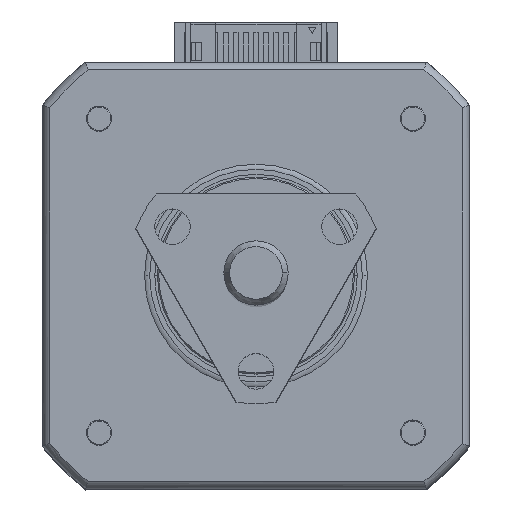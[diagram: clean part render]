
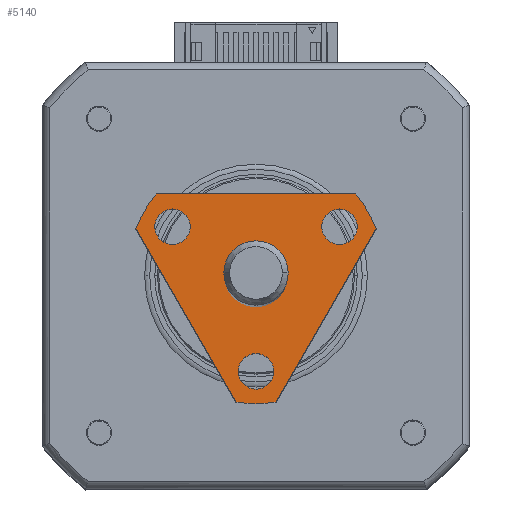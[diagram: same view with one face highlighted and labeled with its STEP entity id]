
A CAD part, top view. The second image highlights one B-rep face of the part: STEP entity #5140.
In plain terms, the highlighted planar face has unit normal (0, 0, 1).
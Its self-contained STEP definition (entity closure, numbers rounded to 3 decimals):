
#459 = VERTEX_POINT ( 'NONE', #16453 ) ;
#1074 = CARTESIAN_POINT ( 'NONE',  ( -3.012, 8.249, 34. ) ) ;
#1142 = EDGE_LOOP ( 'NONE', ( #19771, #24367 ) ) ;
#1164 = ORIENTED_EDGE ( 'NONE', *, *, #11448, .F. ) ;
#1262 = CARTESIAN_POINT ( 'NONE',  ( -4.762, 8.249, 34. ) ) ;
#2107 = AXIS2_PLACEMENT_3D ( 'NONE', #25266, #28279, #11614 ) ;
#2237 = DIRECTION ( 'NONE',  ( 0., 0., 1. ) ) ;
#2454 = CARTESIAN_POINT ( 'NONE',  ( 3., 0., 34. ) ) ;
#2662 = VERTEX_POINT ( 'NONE', #6238 ) ;
#2688 = CARTESIAN_POINT ( 'NONE',  ( 9.525, 0., 34. ) ) ;
#2915 = VERTEX_POINT ( 'NONE', #15124 ) ;
#2947 = VECTOR ( 'NONE', #33460, 1000. ) ;
#3264 = EDGE_CURVE ( 'NONE', #2915, #7802, #24136, .T. ) ;
#3682 = ORIENTED_EDGE ( 'NONE', *, *, #19328, .F. ) ;
#3795 = CIRCLE ( 'NONE', #11612, 12.7 ) ;
#4242 = LINE ( 'NONE', #18660, #12800 ) ;
#4279 = DIRECTION ( 'NONE',  ( 0., 0., 1. ) ) ;
#5140 = ADVANCED_FACE ( 'NONE', ( #11071, #18906, #20193, #12837, #25740 ), #31747, .F. ) ;
#5211 = VECTOR ( 'NONE', #15976, 1000. ) ;
#5227 = CARTESIAN_POINT ( 'NONE',  ( 9.525, 0., 34. ) ) ;
#5434 = DIRECTION ( 'NONE',  ( 0., 0., 1. ) ) ;
#5630 = AXIS2_PLACEMENT_3D ( 'NONE', #20518, #26169, #20992 ) ;
#6237 = CARTESIAN_POINT ( 'NONE',  ( 0., 0., 34. ) ) ;
#6238 = CARTESIAN_POINT ( 'NONE',  ( 12.7, 0., 34. ) ) ;
#6550 = CARTESIAN_POINT ( 'NONE',  ( -3.012, -8.249, 34. ) ) ;
#6714 = CARTESIAN_POINT ( 'NONE',  ( -4.762, -8.249, 34. ) ) ;
#6838 = DIRECTION ( 'NONE',  ( -1., 0., 0. ) ) ;
#6972 = DIRECTION ( 'NONE',  ( -1., 0., 0. ) ) ;
#7316 = VERTEX_POINT ( 'NONE', #8378 ) ;
#7509 = CARTESIAN_POINT ( 'NONE',  ( 12.542, -1.996, 34. ) ) ;
#7802 = VERTEX_POINT ( 'NONE', #25112 ) ;
#7875 = VERTEX_POINT ( 'NONE', #16682 ) ;
#7977 = CARTESIAN_POINT ( 'NONE',  ( -4.542, 11.86, 34. ) ) ;
#8378 = CARTESIAN_POINT ( 'NONE',  ( -6.512, 8.249, 34. ) ) ;
#8576 = DIRECTION ( 'NONE',  ( 0., 0., -1. ) ) ;
#8604 = ORIENTED_EDGE ( 'NONE', *, *, #22690, .F. ) ;
#8981 = DIRECTION ( 'NONE',  ( 0., 0., -1. ) ) ;
#9432 = ORIENTED_EDGE ( 'NONE', *, *, #15127, .F. ) ;
#9442 = VERTEX_POINT ( 'NONE', #6550 ) ;
#9971 = CARTESIAN_POINT ( 'NONE',  ( -8., 9.864, 34. ) ) ;
#10033 = EDGE_LOOP ( 'NONE', ( #17600, #16002, #15712, #24737, #21553, #28087, #3682 ) ) ;
#10542 = VERTEX_POINT ( 'NONE', #17927 ) ;
#10682 = EDGE_CURVE ( 'NONE', #7875, #27899, #4242, .T. ) ;
#11068 = CARTESIAN_POINT ( 'NONE',  ( 12.542, 1.996, 34. ) ) ;
#11071 = FACE_BOUND ( 'NONE', #24988, .T. ) ;
#11229 = VERTEX_POINT ( 'NONE', #14467 ) ;
#11448 = EDGE_CURVE ( 'NONE', #13099, #7316, #18349, .T. ) ;
#11452 = CIRCLE ( 'NONE', #15067, 12.7 ) ;
#11612 = AXIS2_PLACEMENT_3D ( 'NONE', #25103, #8576, #19463 ) ;
#11614 = DIRECTION ( 'NONE',  ( 1., 0., 0. ) ) ;
#11826 = EDGE_CURVE ( 'NONE', #2662, #23381, #22614, .T. ) ;
#12084 = CIRCLE ( 'NONE', #25518, 1.75 ) ;
#12651 = CARTESIAN_POINT ( 'NONE',  ( 0., 0., 34. ) ) ;
#12800 = VECTOR ( 'NONE', #32285, 1000. ) ;
#12837 = FACE_BOUND ( 'NONE', #31669, .T. ) ;
#13099 = VERTEX_POINT ( 'NONE', #1074 ) ;
#14268 = AXIS2_PLACEMENT_3D ( 'NONE', #20505, #15197, #6972 ) ;
#14271 = EDGE_CURVE ( 'NONE', #7802, #2915, #28545, .T. ) ;
#14279 = VERTEX_POINT ( 'NONE', #2454 ) ;
#14467 = CARTESIAN_POINT ( 'NONE',  ( -4.542, -11.86, 34. ) ) ;
#14873 = DIRECTION ( 'NONE',  ( -1., 0., 0. ) ) ;
#15067 = AXIS2_PLACEMENT_3D ( 'NONE', #12651, #18363, #15690 ) ;
#15124 = CARTESIAN_POINT ( 'NONE',  ( 11.275, 0., 34. ) ) ;
#15127 = EDGE_CURVE ( 'NONE', #10542, #14279, #22479, .T. ) ;
#15197 = DIRECTION ( 'NONE',  ( 0., 0., 1. ) ) ;
#15224 = AXIS2_PLACEMENT_3D ( 'NONE', #6237, #8981, #25064 ) ;
#15388 = EDGE_CURVE ( 'NONE', #23381, #11229, #25062, .T. ) ;
#15614 = CARTESIAN_POINT ( 'NONE',  ( 0., 0., 34. ) ) ;
#15690 = DIRECTION ( 'NONE',  ( 1., 0., 0. ) ) ;
#15712 = ORIENTED_EDGE ( 'NONE', *, *, #10682, .F. ) ;
#15976 = DIRECTION ( 'NONE',  ( -0.866, -0.5, 0. ) ) ;
#16002 = ORIENTED_EDGE ( 'NONE', *, *, #31270, .F. ) ;
#16148 = CIRCLE ( 'NONE', #35790, 1.75 ) ;
#16453 = CARTESIAN_POINT ( 'NONE',  ( -6.512, -8.249, 34. ) ) ;
#16682 = CARTESIAN_POINT ( 'NONE',  ( -8., -9.864, 34. ) ) ;
#17600 = ORIENTED_EDGE ( 'NONE', *, *, #30060, .F. ) ;
#17927 = CARTESIAN_POINT ( 'NONE',  ( -3., 0., 34. ) ) ;
#17999 = LINE ( 'NONE', #27779, #2947 ) ;
#18349 = CIRCLE ( 'NONE', #14268, 1.75 ) ;
#18363 = DIRECTION ( 'NONE',  ( 0., 0., -1. ) ) ;
#18364 = AXIS2_PLACEMENT_3D ( 'NONE', #6714, #23122, #6838 ) ;
#18400 = DIRECTION ( 'NONE',  ( -1., 0., 0. ) ) ;
#18522 = CARTESIAN_POINT ( 'NONE',  ( -4.762, -8.249, 34. ) ) ;
#18660 = CARTESIAN_POINT ( 'NONE',  ( -8., 0., 34. ) ) ;
#18906 = FACE_BOUND ( 'NONE', #1142, .T. ) ;
#19211 = AXIS2_PLACEMENT_3D ( 'NONE', #2688, #5434, #27519 ) ;
#19328 = EDGE_CURVE ( 'NONE', #24250, #2662, #3795, .T. ) ;
#19463 = DIRECTION ( 'NONE',  ( 1., 0., 0. ) ) ;
#19771 = ORIENTED_EDGE ( 'NONE', *, *, #33963, .F. ) ;
#20193 = FACE_BOUND ( 'NONE', #26468, .T. ) ;
#20505 = CARTESIAN_POINT ( 'NONE',  ( -4.762, 8.249, 34. ) ) ;
#20518 = CARTESIAN_POINT ( 'NONE',  ( 0., 0., 34. ) ) ;
#20992 = DIRECTION ( 'NONE',  ( -1., 0., 0. ) ) ;
#21338 = EDGE_CURVE ( 'NONE', #9442, #459, #12084, .T. ) ;
#21553 = ORIENTED_EDGE ( 'NONE', *, *, #15388, .F. ) ;
#22348 = ORIENTED_EDGE ( 'NONE', *, *, #14271, .F. ) ;
#22479 = CIRCLE ( 'NONE', #26851, 3. ) ;
#22614 = CIRCLE ( 'NONE', #15224, 12.7 ) ;
#22690 = EDGE_CURVE ( 'NONE', #7316, #13099, #16148, .T. ) ;
#23122 = DIRECTION ( 'NONE',  ( 0., 0., 1. ) ) ;
#23381 = VERTEX_POINT ( 'NONE', #24446 ) ;
#23749 = CIRCLE ( 'NONE', #2107, 3. ) ;
#23932 = DIRECTION ( 'NONE',  ( 1., 0., 0. ) ) ;
#24136 = CIRCLE ( 'NONE', #24535, 1.75 ) ;
#24250 = VERTEX_POINT ( 'NONE', #11068 ) ;
#24367 = ORIENTED_EDGE ( 'NONE', *, *, #21338, .F. ) ;
#24446 = CARTESIAN_POINT ( 'NONE',  ( 12.542, -1.996, 34. ) ) ;
#24535 = AXIS2_PLACEMENT_3D ( 'NONE', #5227, #2237, #29718 ) ;
#24737 = ORIENTED_EDGE ( 'NONE', *, *, #33955, .F. ) ;
#24988 = EDGE_LOOP ( 'NONE', ( #26172, #9432 ) ) ;
#25062 = LINE ( 'NONE', #7509, #5211 ) ;
#25064 = DIRECTION ( 'NONE',  ( 1., 0., 0. ) ) ;
#25103 = CARTESIAN_POINT ( 'NONE',  ( 0., 0., 34. ) ) ;
#25112 = CARTESIAN_POINT ( 'NONE',  ( 7.775, 0., 34. ) ) ;
#25261 = CIRCLE ( 'NONE', #18364, 1.75 ) ;
#25266 = CARTESIAN_POINT ( 'NONE',  ( 0., 0., 34. ) ) ;
#25518 = AXIS2_PLACEMENT_3D ( 'NONE', #18522, #34935, #18400 ) ;
#25633 = VERTEX_POINT ( 'NONE', #7977 ) ;
#25740 = FACE_OUTER_BOUND ( 'NONE', #10033, .T. ) ;
#25892 = DIRECTION ( 'NONE',  ( 0., 0., -1. ) ) ;
#26169 = DIRECTION ( 'NONE',  ( 0., 0., -1. ) ) ;
#26172 = ORIENTED_EDGE ( 'NONE', *, *, #26926, .F. ) ;
#26468 = EDGE_LOOP ( 'NONE', ( #22348, #29217 ) ) ;
#26851 = AXIS2_PLACEMENT_3D ( 'NONE', #15614, #34584, #23932 ) ;
#26926 = EDGE_CURVE ( 'NONE', #14279, #10542, #23749, .T. ) ;
#27519 = DIRECTION ( 'NONE',  ( -1., 0., 0. ) ) ;
#27779 = CARTESIAN_POINT ( 'NONE',  ( -4.542, 11.86, 34. ) ) ;
#27899 = VERTEX_POINT ( 'NONE', #9971 ) ;
#28087 = ORIENTED_EDGE ( 'NONE', *, *, #11826, .F. ) ;
#28279 = DIRECTION ( 'NONE',  ( 0., 0., 1. ) ) ;
#28545 = CIRCLE ( 'NONE', #19211, 1.75 ) ;
#28674 = DIRECTION ( 'NONE',  ( 1., 0., 0. ) ) ;
#29217 = ORIENTED_EDGE ( 'NONE', *, *, #3264, .F. ) ;
#29718 = DIRECTION ( 'NONE',  ( -1., 0., 0. ) ) ;
#30060 = EDGE_CURVE ( 'NONE', #25633, #24250, #17999, .T. ) ;
#30896 = CIRCLE ( 'NONE', #35027, 12.7 ) ;
#31270 = EDGE_CURVE ( 'NONE', #27899, #25633, #11452, .T. ) ;
#31669 = EDGE_LOOP ( 'NONE', ( #8604, #1164 ) ) ;
#31747 = PLANE ( 'NONE',  #5630 ) ;
#32285 = DIRECTION ( 'NONE',  ( 0., 1., 0. ) ) ;
#33460 = DIRECTION ( 'NONE',  ( 0.866, -0.5, 0. ) ) ;
#33955 = EDGE_CURVE ( 'NONE', #11229, #7875, #30896, .T. ) ;
#33963 = EDGE_CURVE ( 'NONE', #459, #9442, #25261, .T. ) ;
#34143 = CARTESIAN_POINT ( 'NONE',  ( 0., 0., 34. ) ) ;
#34584 = DIRECTION ( 'NONE',  ( 0., 0., 1. ) ) ;
#34935 = DIRECTION ( 'NONE',  ( 0., 0., 1. ) ) ;
#35027 = AXIS2_PLACEMENT_3D ( 'NONE', #34143, #25892, #28674 ) ;
#35790 = AXIS2_PLACEMENT_3D ( 'NONE', #1262, #4279, #14873 ) ;
